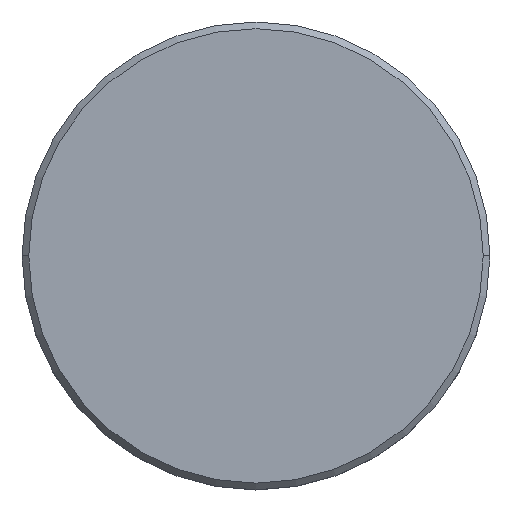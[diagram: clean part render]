
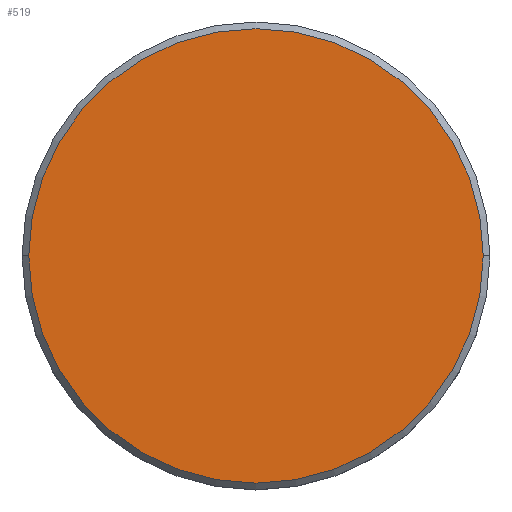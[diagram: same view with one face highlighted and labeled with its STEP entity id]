
A CAD part, top view. The second image highlights one B-rep face of the part: STEP entity #519.
In plain terms, the highlighted planar face has unit normal (0, 0, 1).
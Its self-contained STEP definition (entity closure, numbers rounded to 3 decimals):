
#9 = DIRECTION ( 'NONE',  ( 0., 0., 1. ) ) ;
#193 = ORIENTED_EDGE ( 'NONE', *, *, #417, .T. ) ;
#258 = FACE_OUTER_BOUND ( 'NONE', #595, .T. ) ;
#331 = AXIS2_PLACEMENT_3D ( 'NONE', #440, #1180, #350 ) ;
#350 = DIRECTION ( 'NONE',  ( 1., 0., 0. ) ) ;
#417 = EDGE_CURVE ( 'NONE', #844, #717, #1140, .T. ) ;
#421 = CARTESIAN_POINT ( 'NONE',  ( -17., 0., 0. ) ) ;
#440 = CARTESIAN_POINT ( 'NONE',  ( 0., 0., 0. ) ) ;
#512 = CARTESIAN_POINT ( 'NONE',  ( 17., 0., 0. ) ) ;
#519 = ADVANCED_FACE ( 'NONE', ( #258 ), #732, .T. ) ;
#595 = EDGE_LOOP ( 'NONE', ( #193, #919 ) ) ;
#700 = CIRCLE ( 'NONE', #331, 17. ) ;
#717 = VERTEX_POINT ( 'NONE', #512 ) ;
#732 = PLANE ( 'NONE',  #1048 ) ;
#819 = DIRECTION ( 'NONE',  ( 1., 0., 0. ) ) ;
#829 = DIRECTION ( 'NONE',  ( 1., 0., 0. ) ) ;
#844 = VERTEX_POINT ( 'NONE', #421 ) ;
#919 = ORIENTED_EDGE ( 'NONE', *, *, #984, .T. ) ;
#972 = AXIS2_PLACEMENT_3D ( 'NONE', #1090, #1083, #819 ) ;
#984 = EDGE_CURVE ( 'NONE', #717, #844, #700, .T. ) ;
#1004 = CARTESIAN_POINT ( 'NONE',  ( 0., 0., 0. ) ) ;
#1048 = AXIS2_PLACEMENT_3D ( 'NONE', #1004, #9, #829 ) ;
#1083 = DIRECTION ( 'NONE',  ( 0., 0., 1. ) ) ;
#1090 = CARTESIAN_POINT ( 'NONE',  ( 0., 0., 0. ) ) ;
#1140 = CIRCLE ( 'NONE', #972, 17. ) ;
#1180 = DIRECTION ( 'NONE',  ( 0., 0., 1. ) ) ;
